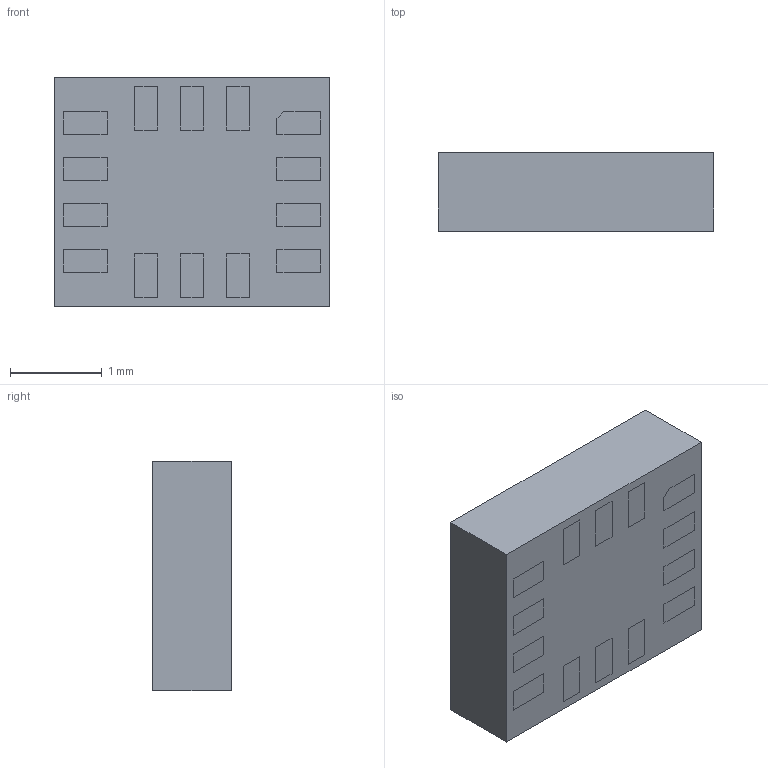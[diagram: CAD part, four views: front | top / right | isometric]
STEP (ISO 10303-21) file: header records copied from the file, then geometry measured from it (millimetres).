
FILE_DESCRIPTION (( 'STEP AP214' ), '1' );
FILE_NAME ('LSM6DSMTR.STEP', '2019-08-16T22:02:31', ( '' ), ( '' ), 'SwSTEP 2.0', 'SolidWorks 2017', '' );
FILE_SCHEMA (( 'AUTOMOTIVE_DESIGN' ));
Length unit declared in the file: millimetre
Products named in the file (1): LSM6DSMTR
Bounding box: 3 x 0.86 x 2.5 mm (x, y, z)
Volume: 6.4 mm3; surface area: 31.9 mm2
Topology: 15 solids, 15 shells, 165 faces, 360 edges, 240 vertices
Faces by surface type: plane 163, cylinder 2
Entity records: 4578 total; most frequent: CARTESIAN_POINT 766, ORIENTED_EDGE 720, DIRECTION 696, EDGE_CURVE 360, LINE 356, VECTOR 356, VERTEX_POINT 240, EDGE_LOOP 180
